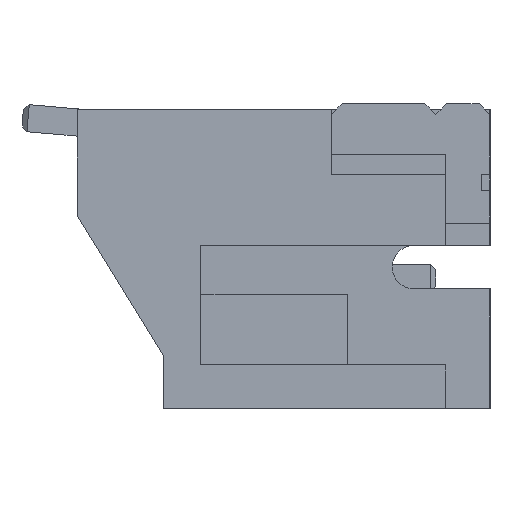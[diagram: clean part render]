
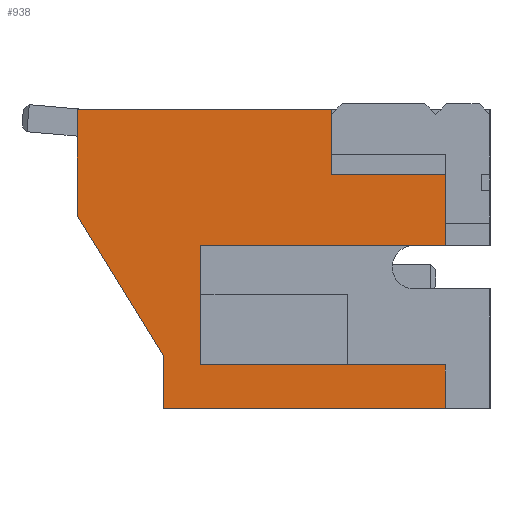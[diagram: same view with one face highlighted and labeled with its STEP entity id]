
A CAD part, left-side view. The second image highlights one B-rep face of the part: STEP entity #938.
In plain terms, the highlighted planar face has unit normal (-1, 0, 0).
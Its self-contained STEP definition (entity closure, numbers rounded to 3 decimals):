
#38 = CARTESIAN_POINT ( 'NONE',  ( -0.75, 2.61, 3.86 ) ) ;
#218 = LINE ( 'NONE', #38, #14601 ) ;
#635 = LINE ( 'NONE', #4846, #6281 ) ;
#884 = CARTESIAN_POINT ( 'NONE',  ( -0.75, 2.61, 3.86 ) ) ;
#938 = ADVANCED_FACE ( 'NONE', ( #2005 ), #3789, .F. ) ;
#1040 = VERTEX_POINT ( 'NONE', #7043 ) ;
#1066 = EDGE_CURVE ( 'NONE', #7332, #9342, #4273, .T. ) ;
#1116 = ORIENTED_EDGE ( 'NONE', *, *, #9557, .T. ) ;
#1169 = VECTOR ( 'NONE', #16225, 1000. ) ;
#1349 = VERTEX_POINT ( 'NONE', #884 ) ;
#2005 = FACE_OUTER_BOUND ( 'NONE', #4406, .T. ) ;
#2065 = CARTESIAN_POINT ( 'NONE',  ( -0.75, 4.81, -0.64 ) ) ;
#2265 = CARTESIAN_POINT ( 'NONE',  ( -0.75, 1.31, 1.46 ) ) ;
#2444 = VECTOR ( 'NONE', #12442, 1000. ) ;
#2475 = LINE ( 'NONE', #9002, #1169 ) ;
#2787 = ORIENTED_EDGE ( 'NONE', *, *, #10620, .T. ) ;
#2809 = ORIENTED_EDGE ( 'NONE', *, *, #7689, .T. ) ;
#3127 = VERTEX_POINT ( 'NONE', #3269 ) ;
#3269 = CARTESIAN_POINT ( 'NONE',  ( -0.75, 5.61, -0.64 ) ) ;
#3789 = PLANE ( 'NONE',  #16326 ) ;
#4257 = CARTESIAN_POINT ( 'NONE',  ( -0.75, 0.11, 4.54 ) ) ;
#4273 = LINE ( 'NONE', #10059, #6632 ) ;
#4327 = ORIENTED_EDGE ( 'NONE', *, *, #1066, .T. ) ;
#4406 = EDGE_LOOP ( 'NONE', ( #2809, #4732, #12924, #11496, #14265, #8741, #2787, #6364, #1116, #4327, #11568, #8637 ) ) ;
#4492 = LINE ( 'NONE', #13212, #4877 ) ;
#4536 = LINE ( 'NONE', #4257, #10919 ) ;
#4684 = VERTEX_POINT ( 'NONE', #10137 ) ;
#4732 = ORIENTED_EDGE ( 'NONE', *, *, #9806, .T. ) ;
#4794 = EDGE_CURVE ( 'NONE', #16887, #7532, #635, .T. ) ;
#4846 = CARTESIAN_POINT ( 'NONE',  ( -0.75, 1.31, 1.46 ) ) ;
#4877 = VECTOR ( 'NONE', #14262, 1000. ) ;
#6281 = VECTOR ( 'NONE', #7706, 1000. ) ;
#6364 = ORIENTED_EDGE ( 'NONE', *, *, #4794, .T. ) ;
#6395 = CARTESIAN_POINT ( 'NONE',  ( -0.75, 0.11, 6.14 ) ) ;
#6632 = VECTOR ( 'NONE', #11105, 1000. ) ;
#6720 = DIRECTION ( 'NONE',  ( 0., -1., 0. ) ) ;
#7043 = CARTESIAN_POINT ( 'NONE',  ( -0.75, 5.61, 4.54 ) ) ;
#7332 = VERTEX_POINT ( 'NONE', #6395 ) ;
#7532 = VERTEX_POINT ( 'NONE', #8440 ) ;
#7689 = EDGE_CURVE ( 'NONE', #1040, #3127, #11947, .T. ) ;
#7706 = DIRECTION ( 'NONE',  ( 0., -1., 0. ) ) ;
#7746 = VECTOR ( 'NONE', #12035, 1000. ) ;
#8274 = VERTEX_POINT ( 'NONE', #9775 ) ;
#8440 = CARTESIAN_POINT ( 'NONE',  ( -0.75, 0.11, 1.46 ) ) ;
#8637 = ORIENTED_EDGE ( 'NONE', *, *, #9760, .T. ) ;
#8715 = LINE ( 'NONE', #11856, #17267 ) ;
#8741 = ORIENTED_EDGE ( 'NONE', *, *, #18155, .T. ) ;
#9002 = CARTESIAN_POINT ( 'NONE',  ( -0.75, 1.31, -0.64 ) ) ;
#9020 = VECTOR ( 'NONE', #12043, 1000. ) ;
#9205 = CARTESIAN_POINT ( 'NONE',  ( -0.75, 0.11, 4.54 ) ) ;
#9342 = VERTEX_POINT ( 'NONE', #13656 ) ;
#9557 = EDGE_CURVE ( 'NONE', #7532, #7332, #4536, .T. ) ;
#9760 = EDGE_CURVE ( 'NONE', #4684, #1040, #11385, .T. ) ;
#9775 = CARTESIAN_POINT ( 'NONE',  ( -0.75, 4.81, -0.64 ) ) ;
#9806 = EDGE_CURVE ( 'NONE', #3127, #8274, #8715, .T. ) ;
#9971 = CARTESIAN_POINT ( 'NONE',  ( -0.75, 5.61, 4.54 ) ) ;
#10046 = DIRECTION ( 'NONE',  ( 0., 0., 1. ) ) ;
#10059 = CARTESIAN_POINT ( 'NONE',  ( -0.75, 2.06, 6.14 ) ) ;
#10137 = CARTESIAN_POINT ( 'NONE',  ( -0.75, 4.66, 4.54 ) ) ;
#10432 = CARTESIAN_POINT ( 'NONE',  ( -0.75, 5.61, -0.64 ) ) ;
#10620 = EDGE_CURVE ( 'NONE', #13970, #16887, #2475, .T. ) ;
#10919 = VECTOR ( 'NONE', #10046, 1000. ) ;
#10972 = CARTESIAN_POINT ( 'NONE',  ( -0.75, 2.61, -0.64 ) ) ;
#11036 = DIRECTION ( 'NONE',  ( 0., -1., 0. ) ) ;
#11105 = DIRECTION ( 'NONE',  ( 0., 1., 0. ) ) ;
#11351 = DIRECTION ( 'NONE',  ( 0., 0., -1. ) ) ;
#11385 = LINE ( 'NONE', #9971, #2444 ) ;
#11496 = ORIENTED_EDGE ( 'NONE', *, *, #17749, .T. ) ;
#11520 = CARTESIAN_POINT ( 'NONE',  ( -0.75, 2.61, -0.64 ) ) ;
#11568 = ORIENTED_EDGE ( 'NONE', *, *, #11633, .T. ) ;
#11570 = VERTEX_POINT ( 'NONE', #11520 ) ;
#11633 = EDGE_CURVE ( 'NONE', #9342, #4684, #4492, .T. ) ;
#11856 = CARTESIAN_POINT ( 'NONE',  ( -0.75, 5.61, -0.64 ) ) ;
#11947 = LINE ( 'NONE', #10432, #9020 ) ;
#12035 = DIRECTION ( 'NONE',  ( 0., 0., 1. ) ) ;
#12043 = DIRECTION ( 'NONE',  ( 0., 0., -1. ) ) ;
#12366 = LINE ( 'NONE', #18143, #14504 ) ;
#12425 = CARTESIAN_POINT ( 'NONE',  ( -0.75, 1.31, -0.64 ) ) ;
#12442 = DIRECTION ( 'NONE',  ( 0., 1., 0. ) ) ;
#12723 = VERTEX_POINT ( 'NONE', #15468 ) ;
#12924 = ORIENTED_EDGE ( 'NONE', *, *, #15467, .T. ) ;
#13212 = CARTESIAN_POINT ( 'NONE',  ( -0.75, 4.66, 4.54 ) ) ;
#13656 = CARTESIAN_POINT ( 'NONE',  ( -0.75, 2.06, 6.14 ) ) ;
#13970 = VERTEX_POINT ( 'NONE', #12425 ) ;
#13993 = LINE ( 'NONE', #10972, #15135 ) ;
#14262 = DIRECTION ( 'NONE',  ( 0., 0.852, -0.524 ) ) ;
#14265 = ORIENTED_EDGE ( 'NONE', *, *, #14426, .T. ) ;
#14426 = EDGE_CURVE ( 'NONE', #1349, #11570, #218, .T. ) ;
#14504 = VECTOR ( 'NONE', #11036, 1000. ) ;
#14601 = VECTOR ( 'NONE', #11351, 1000. ) ;
#15135 = VECTOR ( 'NONE', #6720, 1000. ) ;
#15467 = EDGE_CURVE ( 'NONE', #8274, #12723, #18006, .T. ) ;
#15468 = CARTESIAN_POINT ( 'NONE',  ( -0.75, 4.81, 3.86 ) ) ;
#15944 = DIRECTION ( 'NONE',  ( 0., -1., 0. ) ) ;
#16225 = DIRECTION ( 'NONE',  ( 0., 0., 1. ) ) ;
#16326 = AXIS2_PLACEMENT_3D ( 'NONE', #9205, #18219, #17943 ) ;
#16887 = VERTEX_POINT ( 'NONE', #2265 ) ;
#17267 = VECTOR ( 'NONE', #15944, 1000. ) ;
#17749 = EDGE_CURVE ( 'NONE', #12723, #1349, #12366, .T. ) ;
#17943 = DIRECTION ( 'NONE',  ( 0., -1., 0. ) ) ;
#18006 = LINE ( 'NONE', #2065, #7746 ) ;
#18143 = CARTESIAN_POINT ( 'NONE',  ( -0.75, 4.81, 3.86 ) ) ;
#18155 = EDGE_CURVE ( 'NONE', #11570, #13970, #13993, .T. ) ;
#18219 = DIRECTION ( 'NONE',  ( 1., 0., 0. ) ) ;
